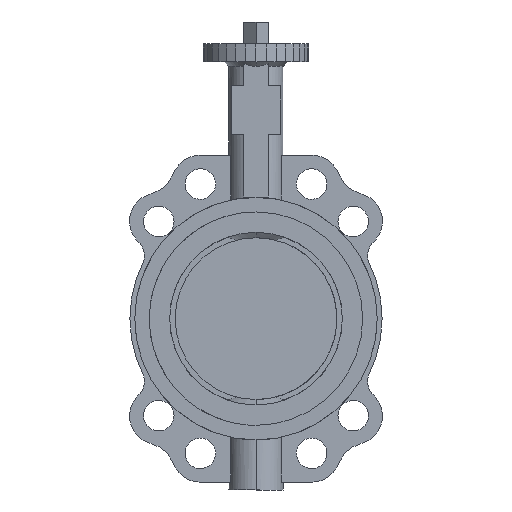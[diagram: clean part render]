
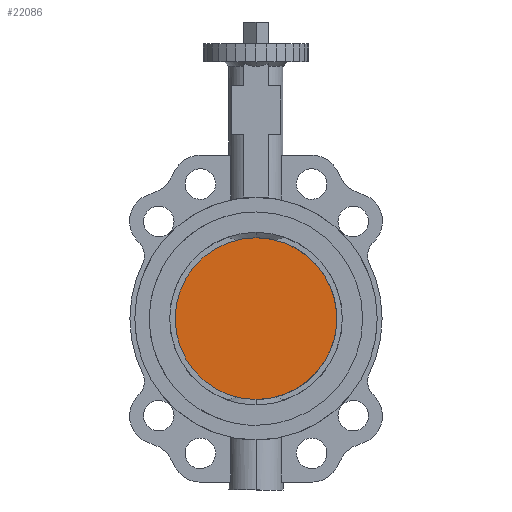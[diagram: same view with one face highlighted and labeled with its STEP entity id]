
A CAD part, left-side view. The second image highlights one B-rep face of the part: STEP entity #22086.
In plain terms, the highlighted planar face has unit normal (-1, 0, 0).
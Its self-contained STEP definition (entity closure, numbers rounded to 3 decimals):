
#21997=CARTESIAN_POINT('Vertex',(-27.95,0.,-50.)) ;
#22023=CARTESIAN_POINT('Vertex',(-27.95,0.,50.)) ;
#22027=CARTESIAN_POINT('Control Point',(-27.95,0.,-50.)) ;
#22028=CARTESIAN_POINT('Control Point',(-27.95,-7.854,-50.)) ;
#22029=CARTESIAN_POINT('Control Point',(-27.95,-15.708,-48.458)) ;
#22030=CARTESIAN_POINT('Control Point',(-27.95,-23.158,-45.372)) ;
#22031=CARTESIAN_POINT('Control Point',(-27.95,-36.446,-36.446)) ;
#22032=CARTESIAN_POINT('Control Point',(-27.95,-45.372,-23.158)) ;
#22033=CARTESIAN_POINT('Control Point',(-27.95,-48.458,-15.708)) ;
#22034=CARTESIAN_POINT('Control Point',(-27.95,-51.542,0.)) ;
#22035=CARTESIAN_POINT('Control Point',(-27.95,-48.458,15.708)) ;
#22036=CARTESIAN_POINT('Control Point',(-27.95,-45.372,23.158)) ;
#22037=CARTESIAN_POINT('Control Point',(-27.95,-36.446,36.446)) ;
#22038=CARTESIAN_POINT('Control Point',(-27.95,-23.158,45.372)) ;
#22039=CARTESIAN_POINT('Control Point',(-27.95,-15.708,48.458)) ;
#22040=CARTESIAN_POINT('Control Point',(-27.95,-7.854,50.)) ;
#22041=CARTESIAN_POINT('Control Point',(-27.95,0.,50.)) ;
#22050=CARTESIAN_POINT('Axis2P3D Location',(-27.95,0.,0.)) ;
#22077=CARTESIAN_POINT('Axis2P3D Location',(-27.95,0.,0.)) ;
#22051=DIRECTION('Axis2P3D Direction',(1.,-0.,0.)) ;
#22078=DIRECTION('Axis2P3D Direction',(-1.,-0.,-0.)) ;
#22079=DIRECTION('Axis2P3D XDirection',(0.,0.,-1.)) ;
#22052=AXIS2_PLACEMENT_3D('Circle Axis2P3D',#22050,#22051,$) ;
#22080=AXIS2_PLACEMENT_3D('Plane Axis2P3D',#22077,#22078,#22079) ;
#22053=CIRCLE('generated circle',#22052,50.) ;
#22081=PLANE('',#22080) ;
#22042=EDGE_CURVE('',#21998,#22024,#22026,.T.) ;
#22054=EDGE_CURVE('',#22024,#21998,#22053,.F.) ;
#22083=ORIENTED_EDGE('',*,*,#22042,.T.) ;
#22084=ORIENTED_EDGE('',*,*,#22054,.T.) ;
#22082=EDGE_LOOP('',(#22083,#22084)) ;
#21998=VERTEX_POINT('',#21997) ;
#22024=VERTEX_POINT('',#22023) ;
#22086=ADVANCED_FACE('1',(#22085),#22081,.T.) ;
#22026=B_SPLINE_CURVE_WITH_KNOTS('',5,(#22027,#22028,#22029,#22030,#22031,#22032,#22033,#22034,#22035,#22036,#22037,#22038,#22039,#22040,#22041),.UNSPECIFIED.,.F.,.U.,(6,3,3,3,6),(-78.54,-39.27,0.,39.27,78.54),.UNSPECIFIED.) ;
#22085=FACE_OUTER_BOUND('',#22082,.T.) ;
